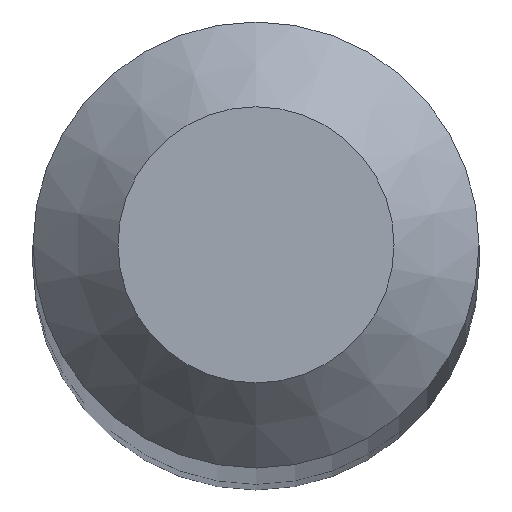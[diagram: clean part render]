
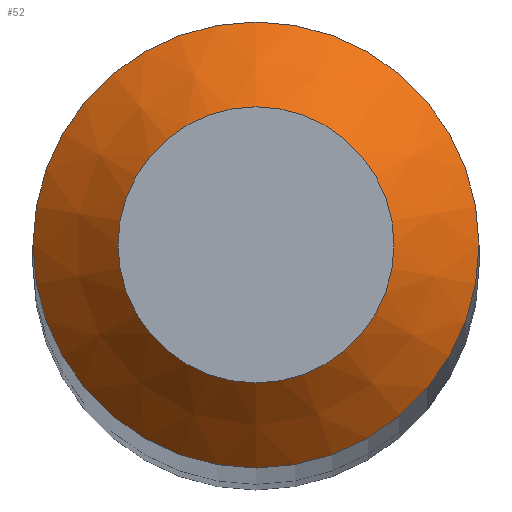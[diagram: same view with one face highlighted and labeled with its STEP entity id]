
A CAD part, top view. The second image highlights one B-rep face of the part: STEP entity #52.
In plain terms, the highlighted conical face has half-angle 45 degrees and reference radius 0.325 mm.
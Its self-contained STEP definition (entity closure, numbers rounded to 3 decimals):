
#4 = EDGE_CURVE ( 'NONE', #197, #197, #29, .T. ) ;
#19 = EDGE_CURVE ( 'NONE', #77, #77, #26, .T. ) ;
#26 = CIRCLE ( 'NONE', #129, 0.525 ) ;
#29 = CIRCLE ( 'NONE', #114, 0.325 ) ;
#39 = CARTESIAN_POINT ( 'NONE',  ( 0., 0., 30. ) ) ;
#52 = ADVANCED_FACE ( 'NONE', ( #150, #132 ), #158, .T. ) ;
#56 = DIRECTION ( 'NONE',  ( 0., 0., -1. ) ) ;
#59 = DIRECTION ( 'NONE',  ( 0., 0., -1. ) ) ;
#69 = DIRECTION ( 'NONE',  ( 0., 0., -1. ) ) ;
#77 = VERTEX_POINT ( 'NONE', #181 ) ;
#87 = CARTESIAN_POINT ( 'NONE',  ( 0., 0., 29.8 ) ) ;
#88 = DIRECTION ( 'NONE',  ( 0., 1., 0. ) ) ;
#100 = DIRECTION ( 'NONE',  ( 0., 1., 0. ) ) ;
#104 = DIRECTION ( 'NONE',  ( 0., 1., 0. ) ) ;
#114 = AXIS2_PLACEMENT_3D ( 'NONE', #39, #69, #88 ) ;
#119 = CARTESIAN_POINT ( 'NONE',  ( 0., 0.325, 30. ) ) ;
#127 = ORIENTED_EDGE ( 'NONE', *, *, #19, .F. ) ;
#129 = AXIS2_PLACEMENT_3D ( 'NONE', #87, #59, #104 ) ;
#132 = FACE_BOUND ( 'NONE', #162, .T. ) ;
#150 = FACE_OUTER_BOUND ( 'NONE', #191, .T. ) ;
#158 = CONICAL_SURFACE ( 'NONE', #173, 0.325, 0.785 ) ;
#162 = EDGE_LOOP ( 'NONE', ( #187 ) ) ;
#164 = CARTESIAN_POINT ( 'NONE',  ( 0., 0., 30. ) ) ;
#173 = AXIS2_PLACEMENT_3D ( 'NONE', #164, #56, #100 ) ;
#181 = CARTESIAN_POINT ( 'NONE',  ( 0., 0.525, 29.8 ) ) ;
#187 = ORIENTED_EDGE ( 'NONE', *, *, #4, .T. ) ;
#191 = EDGE_LOOP ( 'NONE', ( #127 ) ) ;
#197 = VERTEX_POINT ( 'NONE', #119 ) ;
